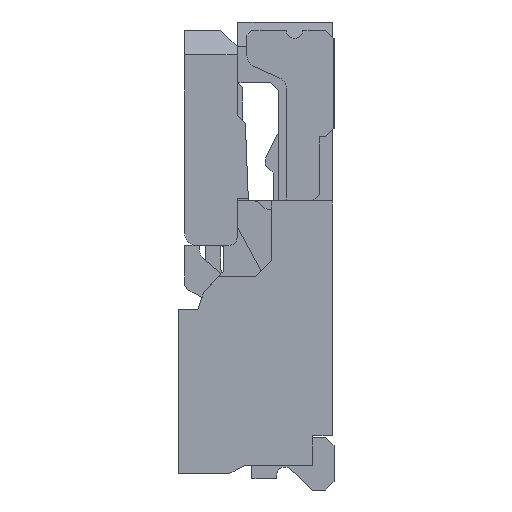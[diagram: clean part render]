
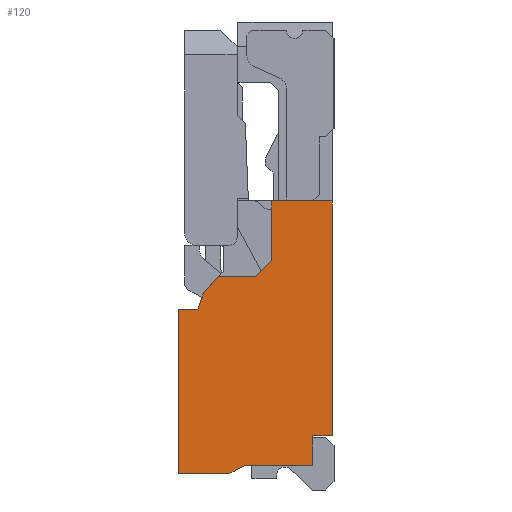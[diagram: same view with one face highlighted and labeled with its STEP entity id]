
A CAD part, left-side view. The second image highlights one B-rep face of the part: STEP entity #120.
In plain terms, the highlighted planar face has unit normal (-1, 0, 0).
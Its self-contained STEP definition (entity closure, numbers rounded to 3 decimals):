
#120=ADVANCED_FACE('',(#1131),#1132,.F.);
#1131=FACE_OUTER_BOUND('',#3099,.T.);
#1132=PLANE('',#3100);
#3099=EDGE_LOOP('',(#5142,#5143,#5144,#5145,#5146,#5147,#5148,#5149,#5150,#5151,#5152,#5153,#5154,#5155));
#3100=AXIS2_PLACEMENT_3D('',#5156,#5157,#5158);
#5142=ORIENTED_EDGE('',*,*,#13466,.F.);
#5143=ORIENTED_EDGE('',*,*,#13467,.F.);
#5144=ORIENTED_EDGE('',*,*,#13468,.F.);
#5145=ORIENTED_EDGE('',*,*,#13469,.F.);
#5146=ORIENTED_EDGE('',*,*,#13470,.F.);
#5147=ORIENTED_EDGE('',*,*,#13471,.F.);
#5148=ORIENTED_EDGE('',*,*,#13472,.F.);
#5149=ORIENTED_EDGE('',*,*,#13473,.F.);
#5150=ORIENTED_EDGE('',*,*,#13474,.F.);
#5151=ORIENTED_EDGE('',*,*,#13475,.F.);
#5152=ORIENTED_EDGE('',*,*,#13476,.T.);
#5153=ORIENTED_EDGE('',*,*,#13477,.T.);
#5154=ORIENTED_EDGE('',*,*,#13478,.F.);
#5155=ORIENTED_EDGE('',*,*,#13479,.F.);
#5156=CARTESIAN_POINT('',(-2.475,0.0,0.0));
#5157=DIRECTION('',(1.0,0.0,0.0));
#5158=DIRECTION('',(0.0,1.0,0.0));
#13466=EDGE_CURVE('',#16296,#16297,#16298,.T.);
#13467=EDGE_CURVE('',#16299,#16296,#16300,.T.);
#13468=EDGE_CURVE('',#16301,#16299,#16302,.T.);
#13469=EDGE_CURVE('',#16303,#16301,#16304,.T.);
#13470=EDGE_CURVE('',#16305,#16303,#16306,.T.);
#13471=EDGE_CURVE('',#16307,#16305,#16308,.T.);
#13472=EDGE_CURVE('',#16309,#16307,#16310,.T.);
#13473=EDGE_CURVE('',#16311,#16309,#16312,.T.);
#13474=EDGE_CURVE('',#16313,#16311,#16314,.T.);
#13475=EDGE_CURVE('',#16315,#16313,#16316,.T.);
#13476=EDGE_CURVE('',#16315,#16317,#16318,.T.);
#13477=EDGE_CURVE('',#16317,#16319,#16320,.T.);
#13478=EDGE_CURVE('',#16321,#16319,#16322,.T.);
#13479=EDGE_CURVE('',#16297,#16321,#16323,.T.);
#16296=VERTEX_POINT('',#20849);
#16297=VERTEX_POINT('',#20850);
#16298=LINE('',#20851,#20852);
#16299=VERTEX_POINT('',#20853);
#16300=LINE('',#20854,#20855);
#16301=VERTEX_POINT('',#20856);
#16302=LINE('',#20857,#20858);
#16303=VERTEX_POINT('',#20859);
#16304=LINE('',#20860,#20861);
#16305=VERTEX_POINT('',#20862);
#16306=LINE('',#20863,#20864);
#16307=VERTEX_POINT('',#20865);
#16308=LINE('',#20866,#20867);
#16309=VERTEX_POINT('',#20868);
#16310=LINE('',#20869,#20870);
#16311=VERTEX_POINT('',#20871);
#16312=LINE('',#20872,#20873);
#16313=VERTEX_POINT('',#20874);
#16314=LINE('',#20875,#20876);
#16315=VERTEX_POINT('',#20877);
#16316=LINE('',#20878,#20879);
#16317=VERTEX_POINT('',#20880);
#16318=LINE('',#20881,#20882);
#16319=VERTEX_POINT('',#20883);
#16320=LINE('',#20884,#20885);
#16321=VERTEX_POINT('',#20886);
#16322=LINE('',#20887,#20888);
#16323=LINE('',#20889,#20890);
#20849=CARTESIAN_POINT('',(-2.475,0.785,-0.56));
#20850=CARTESIAN_POINT('',(-2.475,0.693,-0.46));
#20851=CARTESIAN_POINT('',(-2.475,0.785,-0.56));
#20852=VECTOR('',#27863,0.136);
#20853=CARTESIAN_POINT('',(-2.475,0.82,-0.66));
#20854=CARTESIAN_POINT('',(-2.475,0.82,-0.66));
#20855=VECTOR('',#27864,0.106);
#20856=CARTESIAN_POINT('',(-2.475,0.94,-0.66));
#20857=CARTESIAN_POINT('',(-2.475,0.94,-0.66));
#20858=VECTOR('',#27865,0.12);
#20859=CARTESIAN_POINT('',(-2.475,0.94,-1.66));
#20860=CARTESIAN_POINT('',(-2.475,0.94,-1.66));
#20861=VECTOR('',#27866,1.0);
#20862=CARTESIAN_POINT('',(-2.475,0.63,-1.66));
#20863=CARTESIAN_POINT('',(-2.475,0.63,-1.66));
#20864=VECTOR('',#27867,0.31);
#20865=CARTESIAN_POINT('',(-2.475,0.53,-1.61));
#20866=CARTESIAN_POINT('',(-2.475,0.53,-1.61));
#20867=VECTOR('',#27868,0.112);
#20868=CARTESIAN_POINT('',(-2.475,0.12,-1.61));
#20869=CARTESIAN_POINT('',(-2.475,0.12,-1.61));
#20870=VECTOR('',#27869,0.41);
#20871=CARTESIAN_POINT('',(-2.475,0.12,-1.43));
#20872=CARTESIAN_POINT('',(-2.475,0.12,-1.43));
#20873=VECTOR('',#27870,0.18);
#20874=CARTESIAN_POINT('',(-2.475,0.0,-1.43));
#20875=CARTESIAN_POINT('',(-2.475,0.0,-1.43));
#20876=VECTOR('',#27871,0.12);
#20877=CARTESIAN_POINT('',(-2.475,0.0,0.0));
#20878=CARTESIAN_POINT('',(-2.475,0.0,0.0));
#20879=VECTOR('',#27872,1.43);
#20880=CARTESIAN_POINT('',(-2.475,0.37,0.0));
#20881=CARTESIAN_POINT('',(-2.475,0.0,0.0));
#20882=VECTOR('',#27873,0.37);
#20883=CARTESIAN_POINT('',(-2.475,0.37,-0.36));
#20884=CARTESIAN_POINT('',(-2.475,0.37,0.0));
#20885=VECTOR('',#27874,0.36);
#20886=CARTESIAN_POINT('',(-2.475,0.47,-0.46));
#20887=CARTESIAN_POINT('',(-2.475,0.47,-0.46));
#20888=VECTOR('',#27875,0.141);
#20889=CARTESIAN_POINT('',(-2.475,0.693,-0.46));
#20890=VECTOR('',#27876,0.223);
#27863=DIRECTION('',(0.0,-0.678,0.735));
#27864=DIRECTION('',(0.0,-0.33,0.944));
#27865=DIRECTION('',(0.0,-1.0,0.0));
#27866=DIRECTION('',(0.0,0.0,1.0));
#27867=DIRECTION('',(0.0,1.0,0.0));
#27868=DIRECTION('',(0.0,0.894,-0.447));
#27869=DIRECTION('',(0.0,1.0,0.0));
#27870=DIRECTION('',(0.0,0.0,-1.0));
#27871=DIRECTION('',(0.0,1.0,0.0));
#27872=DIRECTION('',(0.0,0.0,-1.0));
#27873=DIRECTION('',(0.0,1.0,0.0));
#27874=DIRECTION('',(0.0,0.0,-1.0));
#27875=DIRECTION('',(0.0,-0.707,0.707));
#27876=DIRECTION('',(0.0,-1.0,0.0));
